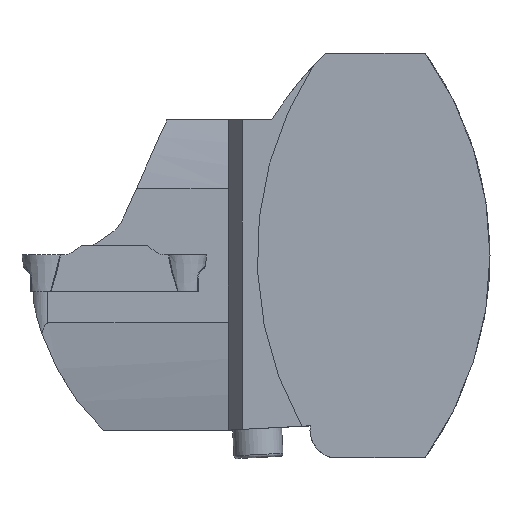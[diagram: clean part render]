
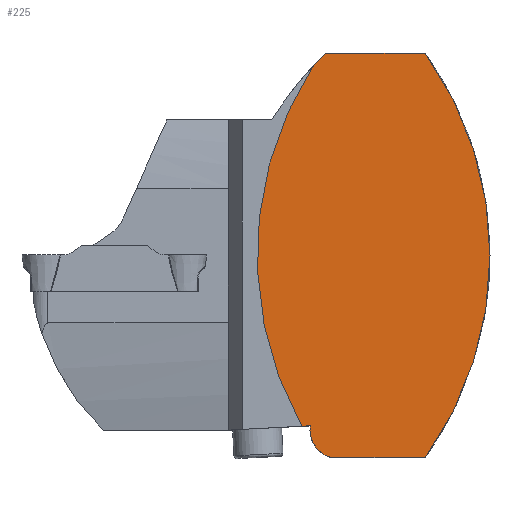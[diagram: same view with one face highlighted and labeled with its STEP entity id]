
A CAD part, top view. The second image highlights one B-rep face of the part: STEP entity #225.
In plain terms, the highlighted planar face has unit normal (0, 0, 1).
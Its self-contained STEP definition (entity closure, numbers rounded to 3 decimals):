
#160=CIRCLE('',#1592,60.25);
#161=CIRCLE('',#1595,60.25);
#162=CIRCLE('',#1598,60.5);
#164=CIRCLE('',#1601,5.);
#225=ADVANCED_FACE('',(#342),#298,.T.);
#298=PLANE('',#1628);
#342=FACE_OUTER_BOUND('',#422,.T.);
#422=EDGE_LOOP('',(#795,#796,#797,#798,#799,#800,#801));
#496=LINE('',#2125,#572);
#501=LINE('',#2140,#577);
#529=LINE('',#2340,#605);
#572=VECTOR('',#1711,1.);
#577=VECTOR('',#1724,1.);
#605=VECTOR('',#1816,1.);
#795=ORIENTED_EDGE('',*,*,#1234,.T.);
#796=ORIENTED_EDGE('',*,*,#1230,.T.);
#797=ORIENTED_EDGE('',*,*,#1238,.T.);
#798=ORIENTED_EDGE('',*,*,#1228,.F.);
#799=ORIENTED_EDGE('',*,*,#1288,.F.);
#800=ORIENTED_EDGE('',*,*,#1242,.F.);
#801=ORIENTED_EDGE('',*,*,#1223,.F.);
#1081=VERTEX_POINT('',#2123);
#1083=VERTEX_POINT('',#2126);
#1087=VERTEX_POINT('',#2135);
#1088=VERTEX_POINT('',#2137);
#1089=VERTEX_POINT('',#2141);
#1090=VERTEX_POINT('',#2142);
#1097=VERTEX_POINT('',#2173);
#1223=EDGE_CURVE('',#1081,#1083,#496,.T.);
#1228=EDGE_CURVE('',#1087,#1088,#160,.T.);
#1230=EDGE_CURVE('',#1089,#1090,#501,.T.);
#1234=EDGE_CURVE('',#1081,#1089,#161,.T.);
#1238=EDGE_CURVE('',#1090,#1088,#162,.T.);
#1242=EDGE_CURVE('',#1083,#1097,#164,.T.);
#1288=EDGE_CURVE('',#1097,#1087,#529,.T.);
#1592=AXIS2_PLACEMENT_3D('',#2136,#1719,#1720);
#1595=AXIS2_PLACEMENT_3D('',#2149,#1730,#1731);
#1598=AXIS2_PLACEMENT_3D('',#2162,#1736,#1737);
#1601=AXIS2_PLACEMENT_3D('',#2172,#1743,#1744);
#1628=AXIS2_PLACEMENT_3D('',#2343,#1821,#1822);
#1711=DIRECTION('',(-1.,0.,0.));
#1719=DIRECTION('',(0.,0.,-1.));
#1720=DIRECTION('',(-1.,0.,0.));
#1724=DIRECTION('',(-1.,0.,0.));
#1730=DIRECTION('',(0.,0.,1.));
#1731=DIRECTION('',(-1.,0.,0.));
#1736=DIRECTION('',(0.,0.,1.));
#1737=DIRECTION('',(-1.,0.,0.));
#1743=DIRECTION('',(0.,0.,-1.));
#1744=DIRECTION('',(-1.,0.,0.));
#1816=DIRECTION('',(-0.999,-0.052,0.));
#1821=DIRECTION('',(0.,0.,1.));
#1822=DIRECTION('',(1.,0.,0.));
#2123=CARTESIAN_POINT('',(8.891,-35.,0.));
#2125=CARTESIAN_POINT('',(-56.525,-35.,0.));
#2126=CARTESIAN_POINT('',(-7.5,-35.,0.));
#2135=CARTESIAN_POINT('',(-12.481,-29.594,0.));
#2136=CARTESIAN_POINT('',(40.,0.,0.));
#2137=CARTESIAN_POINT('',(-10.473,32.902,0.));
#2140=CARTESIAN_POINT('',(-56.525,35.,0.));
#2141=CARTESIAN_POINT('',(8.891,35.,0.));
#2142=CARTESIAN_POINT('',(-8.399,35.,0.));
#2149=CARTESIAN_POINT('',(-40.15,0.,0.));
#2162=CARTESIAN_POINT('',(33.578,-8.568,0.));
#2172=CARTESIAN_POINT('',(-6.1,-30.2,0.));
#2173=CARTESIAN_POINT('',(-11.053,-29.519,0.));
#2340=CARTESIAN_POINT('',(-15.594,-29.757,0.));
#2343=CARTESIAN_POINT('',(0.,0.,0.));
